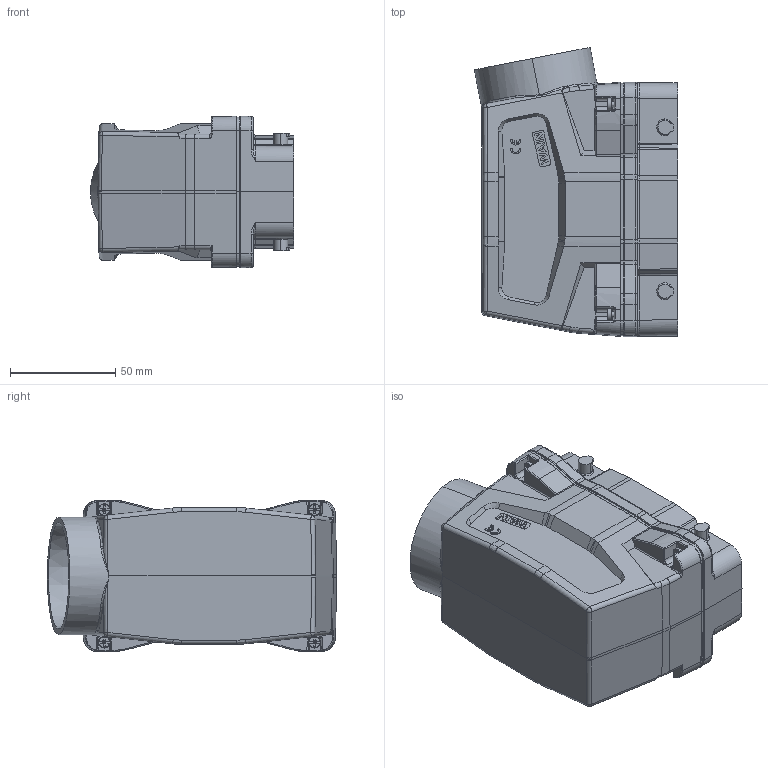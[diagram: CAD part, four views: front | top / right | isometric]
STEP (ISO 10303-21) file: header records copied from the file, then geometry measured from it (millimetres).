
FILE_DESCRIPTION((''),'2;1');
FILE_NAME('3D_1170245305502_H24B_P-SEH-4B-','2024-01-02T',('yp.zhu'),(''),'PRO/ENGINEER BY PARAMETRIC TECHNOLOGY CORPORATION, 2012480','PRO/ENGINEER BY PARAMETRIC TECHNOLOGY CORPORATION, 2012480','');
FILE_SCHEMA(('CONFIG_CONTROL_DESIGN'));
Length unit declared in the file: millimetre
Products named in the file (1): 3D_1170245305502_H24B_P-SEH-4B-
Bounding box: 96.62 x 137.53 x 71.97 mm (x, y, z)
Volume: 187179.4 mm3; surface area: 86750.6 mm2
Topology: 1 solids, 1 shells, 1113 faces, 2979 edges, 1884 vertices
Faces by surface type: plane 467, cylinder 337, bspline 131, torus 81, cone 78, sphere 19
Entity records: 42848 total; most frequent: CARTESIAN_POINT 16538, ORIENTED_EDGE 5900, DIRECTION 4929, EDGE_CURVE 2950, VERTEX_POINT 1884, AXIS2_PLACEMENT_3D 1720, VECTOR 1489, LINE 1489
